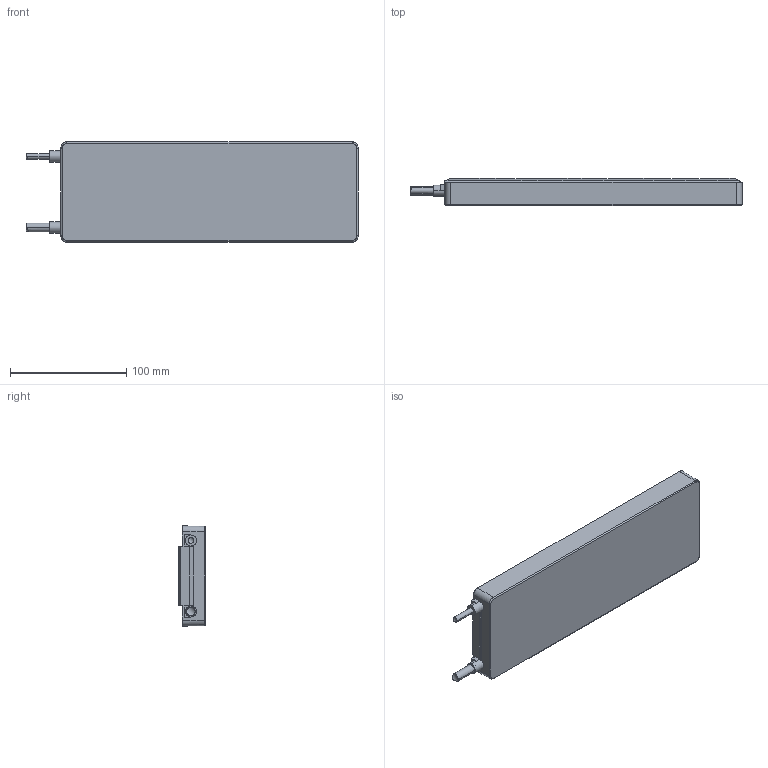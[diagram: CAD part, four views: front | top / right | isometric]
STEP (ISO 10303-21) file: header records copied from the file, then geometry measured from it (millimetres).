
FILE_DESCRIPTION((''),'2;1');
FILE_NAME('PRT0017','2016-12-20T',('ch5526'),(''),'PRO/ENGINEER BY PARAMETRIC TECHNOLOGY CORPORATION, 2014000','PRO/ENGINEER BY PARAMETRIC TECHNOLOGY CORPORATION, 2014000','');
FILE_SCHEMA(('CONFIG_CONTROL_DESIGN'));
Length unit declared in the file: millimetre
Products named in the file (1): PRT0017
Bounding box: 285 x 23.15 x 86 mm (x, y, z)
Volume: 474865.2 mm3; surface area: 70015.3 mm2
Topology: 1 solids, 3 shells, 279 faces, 785 edges, 508 vertices
Faces by surface type: plane 206, cylinder 69, bspline 4
Entity records: 11234 total; most frequent: CARTESIAN_POINT 2025, ORIENTED_EDGE 1570, DIRECTION 1415, EDGE_CURVE 785, VECTOR 621, LINE 621, VERTEX_POINT 508, AXIS2_PLACEMENT_3D 397
